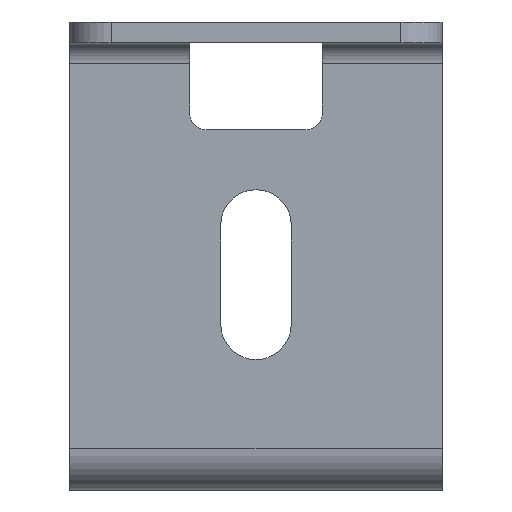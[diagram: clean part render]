
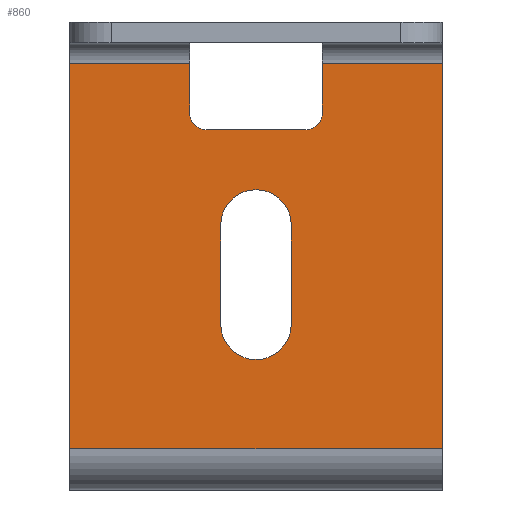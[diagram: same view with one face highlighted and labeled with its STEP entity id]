
A CAD part, front view. The second image highlights one B-rep face of the part: STEP entity #860.
In plain terms, the highlighted planar face has unit normal (0, -1, 0).
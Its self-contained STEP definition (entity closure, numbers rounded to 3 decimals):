
#18=FACE_BOUND('',#124,.T.);
#38=PLANE('',#966);
#78=FACE_OUTER_BOUND('',#123,.T.);
#123=EDGE_LOOP('',(#767,#768,#769,#770,#771,#772,#773,#774,#775,#776));
#124=EDGE_LOOP('',(#777,#778,#779,#780));
#141=LINE('',#1262,#223);
#163=LINE('',#1329,#245);
#170=LINE('',#1352,#252);
#179=LINE('',#1378,#261);
#180=LINE('',#1383,#262);
#186=LINE('',#1401,#268);
#197=LINE('',#1433,#279);
#204=LINE('',#1459,#286);
#208=LINE('',#1468,#290);
#210=LINE('',#1473,#292);
#223=VECTOR('',#1001,10.);
#245=VECTOR('',#1063,10.);
#252=VECTOR('',#1090,10.);
#261=VECTOR('',#1115,10.);
#262=VECTOR('',#1122,10.);
#268=VECTOR('',#1138,10.);
#279=VECTOR('',#1171,10.);
#286=VECTOR('',#1198,10.);
#290=VECTOR('',#1208,10.);
#292=VECTOR('',#1216,10.);
#313=CIRCLE('',#917,2.);
#315=CIRCLE('',#921,2.);
#337=CIRCLE('',#962,4.25);
#338=CIRCLE('',#965,4.25);
#352=VERTEX_POINT('',#1259);
#353=VERTEX_POINT('',#1261);
#377=VERTEX_POINT('',#1326);
#378=VERTEX_POINT('',#1328);
#381=VERTEX_POINT('',#1338);
#383=VERTEX_POINT('',#1346);
#393=VERTEX_POINT('',#1377);
#394=VERTEX_POINT('',#1381);
#401=VERTEX_POINT('',#1400);
#411=VERTEX_POINT('',#1431);
#419=VERTEX_POINT('',#1457);
#420=VERTEX_POINT('',#1458);
#421=VERTEX_POINT('',#1463);
#422=VERTEX_POINT('',#1467);
#438=EDGE_CURVE('',#353,#352,#141,.T.);
#472=EDGE_CURVE('',#378,#377,#163,.T.);
#477=EDGE_CURVE('',#381,#378,#313,.T.);
#481=EDGE_CURVE('',#352,#383,#315,.T.);
#484=EDGE_CURVE('',#383,#381,#170,.T.);
#497=EDGE_CURVE('',#393,#353,#179,.T.);
#500=EDGE_CURVE('',#377,#394,#180,.T.);
#509=EDGE_CURVE('',#401,#393,#186,.T.);
#526=EDGE_CURVE('',#394,#411,#197,.T.);
#538=EDGE_CURVE('',#419,#420,#204,.T.);
#541=EDGE_CURVE('',#420,#421,#337,.T.);
#543=EDGE_CURVE('',#421,#422,#208,.T.);
#545=EDGE_CURVE('',#422,#419,#338,.T.);
#546=EDGE_CURVE('',#401,#411,#210,.T.);
#767=ORIENTED_EDGE('',*,*,#472,.T.);
#768=ORIENTED_EDGE('',*,*,#500,.T.);
#769=ORIENTED_EDGE('',*,*,#526,.T.);
#770=ORIENTED_EDGE('',*,*,#546,.F.);
#771=ORIENTED_EDGE('',*,*,#509,.T.);
#772=ORIENTED_EDGE('',*,*,#497,.T.);
#773=ORIENTED_EDGE('',*,*,#438,.T.);
#774=ORIENTED_EDGE('',*,*,#481,.T.);
#775=ORIENTED_EDGE('',*,*,#484,.T.);
#776=ORIENTED_EDGE('',*,*,#477,.T.);
#777=ORIENTED_EDGE('',*,*,#543,.T.);
#778=ORIENTED_EDGE('',*,*,#545,.T.);
#779=ORIENTED_EDGE('',*,*,#538,.T.);
#780=ORIENTED_EDGE('',*,*,#541,.T.);
#860=ADVANCED_FACE('',(#78,#18),#38,.T.);
#917=AXIS2_PLACEMENT_3D('',#1339,#1073,#1074);
#921=AXIS2_PLACEMENT_3D('',#1347,#1083,#1084);
#962=AXIS2_PLACEMENT_3D('',#1464,#1203,#1204);
#965=AXIS2_PLACEMENT_3D('',#1471,#1212,#1213);
#966=AXIS2_PLACEMENT_3D('',#1472,#1214,#1215);
#1001=DIRECTION('',(0.,0.,-1.));
#1063=DIRECTION('',(0.,0.,1.));
#1073=DIRECTION('center_axis',(0.,1.,0.));
#1074=DIRECTION('ref_axis',(0.,0.,-1.));
#1083=DIRECTION('center_axis',(0.,1.,0.));
#1084=DIRECTION('ref_axis',(1.,0.,0.));
#1090=DIRECTION('',(-1.,0.,0.));
#1115=DIRECTION('',(-1.,0.,0.));
#1122=DIRECTION('',(-1.,0.,0.));
#1138=DIRECTION('',(0.,0.,1.));
#1171=DIRECTION('',(0.,0.,-1.));
#1198=DIRECTION('',(0.,0.,1.));
#1203=DIRECTION('center_axis',(0.,1.,0.));
#1204=DIRECTION('ref_axis',(-1.,0.,0.));
#1208=DIRECTION('',(0.,0.,-1.));
#1212=DIRECTION('center_axis',(0.,1.,0.));
#1213=DIRECTION('ref_axis',(1.,0.,0.));
#1214=DIRECTION('center_axis',(0.,-1.,0.));
#1215=DIRECTION('ref_axis',(0.,0.,-1.));
#1216=DIRECTION('',(-1.,0.,0.));
#1259=CARTESIAN_POINT('',(30.5,0.,45.5));
#1261=CARTESIAN_POINT('',(30.5,0.,51.5));
#1262=CARTESIAN_POINT('',(30.5,0.,28.25));
#1326=CARTESIAN_POINT('',(14.5,0.,51.5));
#1328=CARTESIAN_POINT('',(14.5,0.,45.5));
#1329=CARTESIAN_POINT('',(14.5,0.,22.75));
#1338=CARTESIAN_POINT('',(16.5,0.,43.5));
#1339=CARTESIAN_POINT('Origin',(16.5,0.,45.5));
#1346=CARTESIAN_POINT('',(28.5,0.,43.5));
#1347=CARTESIAN_POINT('Origin',(28.5,0.,45.5));
#1352=CARTESIAN_POINT('',(14.25,0.,43.5));
#1377=CARTESIAN_POINT('',(45.,0.,51.5));
#1378=CARTESIAN_POINT('',(0.,0.,51.5));
#1381=CARTESIAN_POINT('',(0.,0.,51.5));
#1383=CARTESIAN_POINT('',(0.,0.,51.5));
#1400=CARTESIAN_POINT('',(45.,0.,5.));
#1401=CARTESIAN_POINT('',(45.,0.,56.5));
#1431=CARTESIAN_POINT('',(0.,0.,5.));
#1433=CARTESIAN_POINT('',(0.,0.,56.5));
#1457=CARTESIAN_POINT('',(18.25,0.,20.));
#1458=CARTESIAN_POINT('',(18.25,0.,32.));
#1459=CARTESIAN_POINT('',(18.25,0.,10.));
#1463=CARTESIAN_POINT('',(26.75,0.,32.));
#1464=CARTESIAN_POINT('Origin',(22.5,0.,32.));
#1467=CARTESIAN_POINT('',(26.75,0.,20.));
#1468=CARTESIAN_POINT('',(26.75,0.,16.));
#1471=CARTESIAN_POINT('Origin',(22.5,0.,20.));
#1472=CARTESIAN_POINT('Origin',(0.,0.,0.));
#1473=CARTESIAN_POINT('',(0.,0.,5.));
